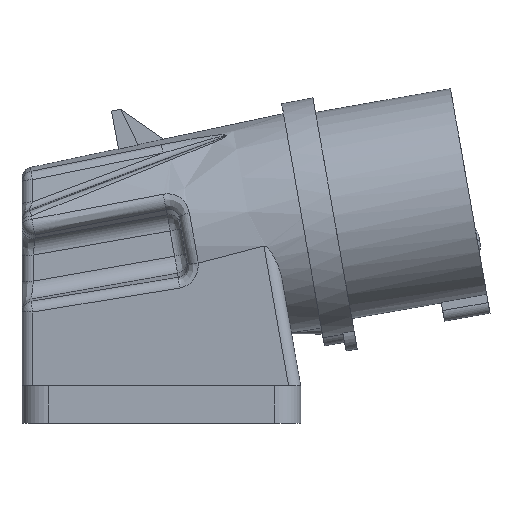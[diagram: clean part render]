
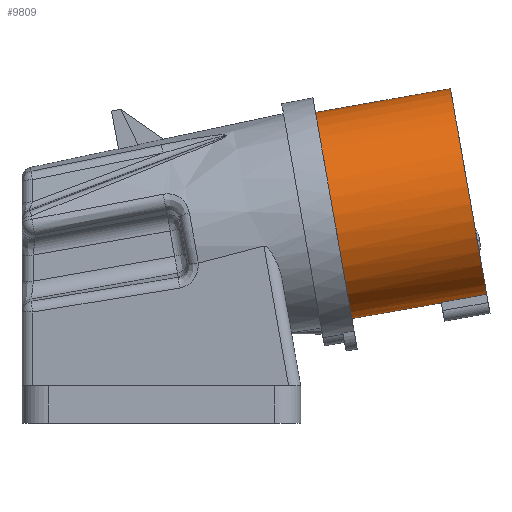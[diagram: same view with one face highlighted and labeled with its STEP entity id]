
A CAD part, front view. The second image highlights one B-rep face of the part: STEP entity #9809.
In plain terms, the highlighted cylindrical face has radius 27.798 mm (diameter 55.596 mm), a partial arc.
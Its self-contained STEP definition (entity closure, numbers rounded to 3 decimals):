
#8062=CARTESIAN_POINT('',(14.178,35.652,55.249));
#8063=DIRECTION('',(0.985,0.005,0.174));
#8064=DIRECTION('',(-0.174,-0.02,0.985));
#8065=AXIS2_PLACEMENT_3D('',#8062,#8063,#8064);
#8086=DIRECTION('',(-0.985,-0.005,-0.174));
#8087=VECTOR('',#8086,36.389);
#8088=CARTESIAN_POINT('',(45.166,35.266,88.961));
#8089=LINE('',#8088,#8087);
#8090=DIRECTION('',(-0.985,-0.005,-0.174));
#8091=VECTOR('',#8090,24.139);
#8092=CARTESIAN_POINT('',(42.79,36.319,32.091));
#8093=LINE('',#8092,#8091);
#8107=CARTESIAN_POINT('',(37.947,35.764,59.458));
#8108=DIRECTION('',(0.985,0.005,0.174));
#8109=DIRECTION('',(0.174,-0.083,-0.981));
#8110=AXIS2_PLACEMENT_3D('',#8107,#8108,#8109);
#8112=CARTESIAN_POINT('',(50.009,35.821,61.594));
#8113=DIRECTION('',(0.985,0.005,0.174));
#8114=DIRECTION('',(-0.174,-0.02,0.985));
#8115=AXIS2_PLACEMENT_3D('',#8112,#8113,#8114);
#8117=DIRECTION('',(0.985,0.005,0.174));
#8118=VECTOR('',#8117,12.25);
#8119=CARTESIAN_POINT('',(42.788,33.469,32.181));
#8120=LINE('',#8119,#8118);
#8664=CARTESIAN_POINT('',(45.166,35.266,88.961));
#8665=CARTESIAN_POINT('',(9.334,35.097,82.616));
#8666=VERTEX_POINT('',#8664);
#8667=VERTEX_POINT('',#8665);
#8684=CARTESIAN_POINT('',(19.021,36.206,27.882));
#8685=VERTEX_POINT('',#8684);
#8746=CARTESIAN_POINT('',(42.788,33.469,32.181));
#8747=CARTESIAN_POINT('',(42.79,36.319,32.091));
#8748=VERTEX_POINT('',#8746);
#8749=VERTEX_POINT('',#8747);
#8750=CARTESIAN_POINT('',(54.85,33.526,34.317));
#8751=VERTEX_POINT('',#8750);
#9794=CARTESIAN_POINT('',(14.178,35.652,55.249));
#9795=DIRECTION('',(0.985,0.005,0.174));
#9796=DIRECTION('',(0.174,0.02,-0.985));
#9797=AXIS2_PLACEMENT_3D('',#9794,#9795,#9796);
#9798=CYLINDRICAL_SURFACE('',#9797,27.798);
#9799=ORIENTED_EDGE('',*,*,#9782,.T.);
#9800=ORIENTED_EDGE('',*,*,#9772,.T.);
#9801=ORIENTED_EDGE('',*,*,#9753,.F.);
#9802=ORIENTED_EDGE('',*,*,#9769,.F.);
#9804=ORIENTED_EDGE('',*,*,#9803,.T.);
#9806=ORIENTED_EDGE('',*,*,#9805,.F.);
#9807=EDGE_LOOP('',(#9799,#9800,#9801,#9802,#9804,#9806));
#9808=FACE_OUTER_BOUND('',#9807,.F.);
#9809=ADVANCED_FACE('',(#9808),#9798,.T.);
#8066=CIRCLE('',#8065,27.798);
#8111=CIRCLE('',#8110,27.798);
#8116=CIRCLE('',#8115,27.798);
#9753=EDGE_CURVE('',#8667,#8685,#8066,.T.);
#9769=EDGE_CURVE('',#8666,#8667,#8089,.T.);
#9772=EDGE_CURVE('',#8749,#8685,#8093,.T.);
#9782=EDGE_CURVE('',#8748,#8749,#8111,.T.);
#9803=EDGE_CURVE('',#8666,#8751,#8116,.T.);
#9805=EDGE_CURVE('',#8748,#8751,#8120,.T.);
